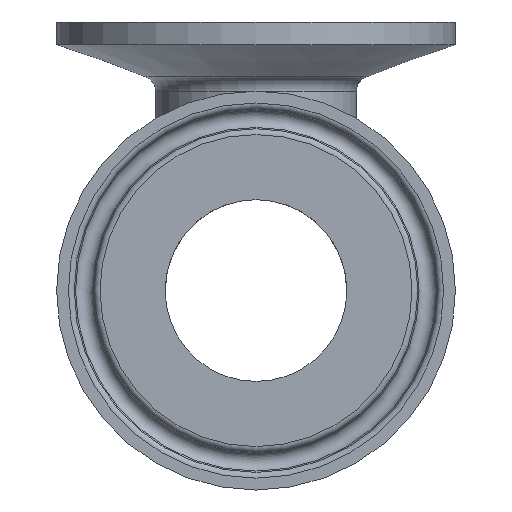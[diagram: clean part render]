
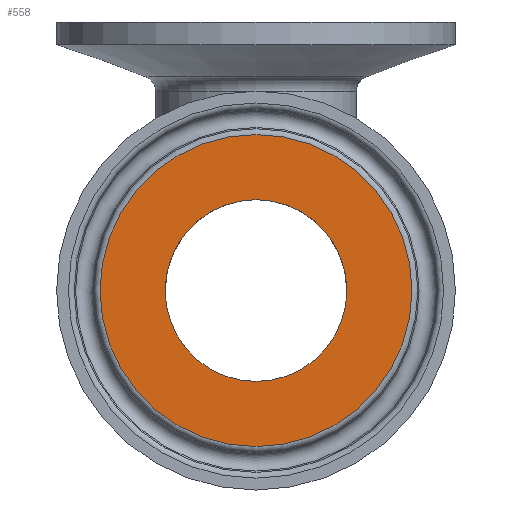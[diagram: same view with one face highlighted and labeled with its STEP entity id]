
A CAD part, left-side view. The second image highlights one B-rep face of the part: STEP entity #558.
In plain terms, the highlighted planar face has unit normal (-1, 0, 0).
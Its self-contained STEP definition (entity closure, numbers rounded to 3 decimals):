
#31=FACE_BOUND('',#139,.T.);
#37=PLANE('',#647);
#101=FACE_OUTER_BOUND('',#138,.T.);
#138=EDGE_LOOP('',(#434));
#139=EDGE_LOOP('',(#435));
#185=CIRCLE('',#640,19.747);
#191=CIRCLE('',#648,11.5);
#244=VERTEX_POINT('',#994);
#249=VERTEX_POINT('',#1008);
#310=EDGE_CURVE('',#244,#244,#185,.T.);
#317=EDGE_CURVE('',#249,#249,#191,.T.);
#434=ORIENTED_EDGE('',*,*,#310,.F.);
#435=ORIENTED_EDGE('',*,*,#317,.F.);
#558=ADVANCED_FACE('',(#101,#31),#37,.T.);
#640=AXIS2_PLACEMENT_3D('',#995,#793,#794);
#647=AXIS2_PLACEMENT_3D('',#1007,#808,#809);
#648=AXIS2_PLACEMENT_3D('',#1009,#810,#811);
#793=DIRECTION('center_axis',(1.,0.,0.));
#794=DIRECTION('ref_axis',(0.,-1.,0.));
#808=DIRECTION('center_axis',(-1.,0.,0.));
#809=DIRECTION('ref_axis',(0.,0.,-1.));
#810=DIRECTION('center_axis',(-1.,0.,0.));
#811=DIRECTION('ref_axis',(0.,0.,-1.));
#994=CARTESIAN_POINT('',(-55.,0.,-19.747));
#995=CARTESIAN_POINT('Origin',(-55.,0.,0.));
#1007=CARTESIAN_POINT('Origin',(-55.,-11.5,0.));
#1008=CARTESIAN_POINT('',(-55.,-11.5,0.));
#1009=CARTESIAN_POINT('Origin',(-55.,0.,0.));
